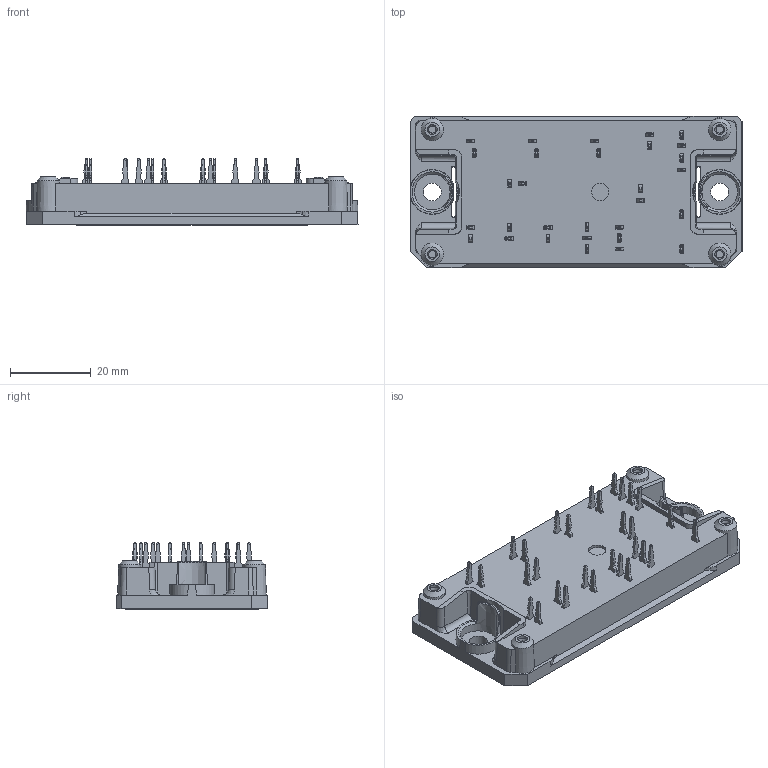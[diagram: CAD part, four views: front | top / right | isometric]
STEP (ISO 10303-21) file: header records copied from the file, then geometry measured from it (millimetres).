
FILE_DESCRIPTION(/* description */ ('Unknown'),/* implementation_level */ '2;1');
FILE_NAME(/* name */ 'Flow1-4T12TC-PN30(300)-01-OL',/* time_stamp */ '2024-10-22T08:56:51+02:00',/* author */ ('Unknown'),/* organization */ ('Unknown'),/* preprocessor_version */ 'ST-DEVELOPER v18.104',/* originating_system */ 'Solid Edge',/* authorisation */ 'Unknown');
FILE_SCHEMA (('MODEL_BASED_INTEGRATED_MANUFACTURING_SCHEMA','PROCESS_PLANNING_SCHEMA','AUTOMOTIVE_DESIGN {1 0 10303 214 3 1 1}'));
Products named in the file (1): Flow1-4T12TC-PN30-OL
Bounding box: 82 x 37.4 x 16.53 mm (x, y, z)
Volume: 26005.7 mm3; surface area: 11669.3 mm2
Topology: 1 solids, 1 shells, 1468 faces, 4155 edges, 2753 vertices
Faces by surface type: plane 808, cylinder 477, bspline 137, cone 34, sphere 8, torus 4
Full cylindrical faces by diameter (mm): 2.4 x4, 4.3 x1, 4.4 x2
Entity records: 60895 total; most frequent: CARTESIAN_POINT 13204, ORIENTED_EDGE 8212, DIRECTION 7396, EDGE_CURVE 4106, VERTEX_POINT 2738, LINE 2604, VECTOR 2604, AXIS2_PLACEMENT_3D 2396
